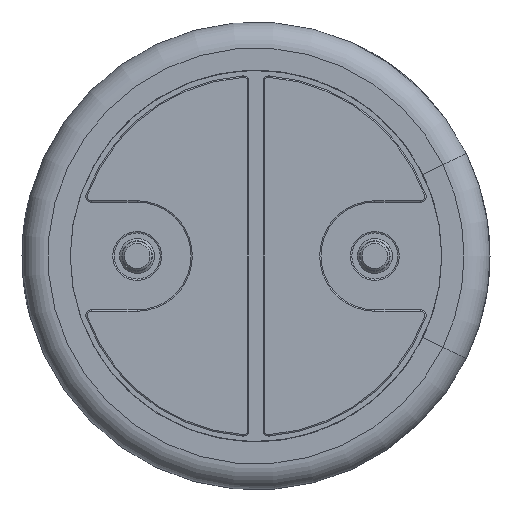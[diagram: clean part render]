
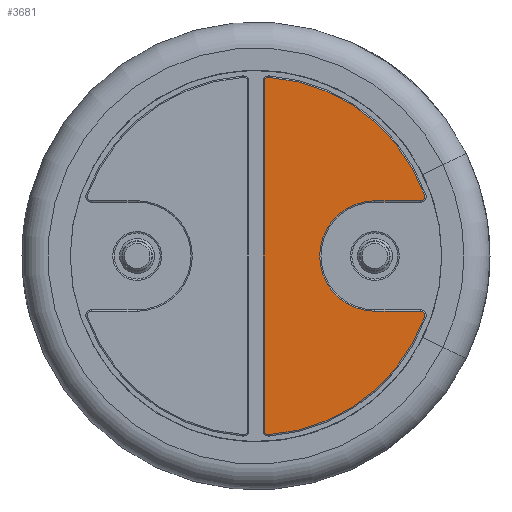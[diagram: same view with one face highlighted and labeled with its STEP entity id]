
A CAD part, front view. The second image highlights one B-rep face of the part: STEP entity #3681.
In plain terms, the highlighted planar face has unit normal (0, -1, 0).
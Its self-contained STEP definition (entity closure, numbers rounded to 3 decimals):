
#20=PLANE('',#3979);
#197=CIRCLE('',#3944,0.057);
#200=CIRCLE('',#3949,0.057);
#203=CIRCLE('',#3953,2.412);
#206=CIRCLE('',#3957,0.057);
#210=CIRCLE('',#3963,0.743);
#214=CIRCLE('',#3969,0.057);
#216=CIRCLE('',#3972,2.412);
#401=FACE_OUTER_BOUND('',#576,.T.);
#576=EDGE_LOOP('',(#2972,#2973,#2974,#2975,#2976,#2977,#2978,#2979,#2980,
#2981));
#743=LINE('',#7122,#900);
#745=LINE('',#7146,#902);
#747=LINE('',#7158,#904);
#900=VECTOR('',#4552,10.);
#902=VECTOR('',#4582,10.);
#904=VECTOR('',#4596,10.);
#1534=VERTEX_POINT('',#7110);
#1537=VERTEX_POINT('',#7115);
#1539=VERTEX_POINT('',#7120);
#1541=VERTEX_POINT('',#7126);
#1543=VERTEX_POINT('',#7132);
#1545=VERTEX_POINT('',#7138);
#1547=VERTEX_POINT('',#7144);
#1549=VERTEX_POINT('',#7150);
#1551=VERTEX_POINT('',#7156);
#1553=VERTEX_POINT('',#7162);
#2022=EDGE_CURVE('',#1537,#1534,#197,.T.);
#2024=EDGE_CURVE('',#1539,#1537,#743,.T.);
#2027=EDGE_CURVE('',#1541,#1539,#200,.T.);
#2030=EDGE_CURVE('',#1543,#1541,#203,.T.);
#2033=EDGE_CURVE('',#1545,#1543,#206,.T.);
#2036=EDGE_CURVE('',#1547,#1545,#745,.T.);
#2039=EDGE_CURVE('',#1549,#1547,#210,.T.);
#2042=EDGE_CURVE('',#1551,#1549,#747,.T.);
#2045=EDGE_CURVE('',#1553,#1551,#214,.T.);
#2047=EDGE_CURVE('',#1534,#1553,#216,.T.);
#2972=ORIENTED_EDGE('',*,*,#2022,.F.);
#2973=ORIENTED_EDGE('',*,*,#2024,.F.);
#2974=ORIENTED_EDGE('',*,*,#2027,.F.);
#2975=ORIENTED_EDGE('',*,*,#2030,.F.);
#2976=ORIENTED_EDGE('',*,*,#2033,.F.);
#2977=ORIENTED_EDGE('',*,*,#2036,.F.);
#2978=ORIENTED_EDGE('',*,*,#2039,.F.);
#2979=ORIENTED_EDGE('',*,*,#2042,.F.);
#2980=ORIENTED_EDGE('',*,*,#2045,.F.);
#2981=ORIENTED_EDGE('',*,*,#2047,.F.);
#3681=ADVANCED_FACE('',(#401),#20,.F.);
#3944=AXIS2_PLACEMENT_3D('',#7117,#4546,#4547);
#3949=AXIS2_PLACEMENT_3D('',#7128,#4558,#4559);
#3953=AXIS2_PLACEMENT_3D('',#7134,#4566,#4567);
#3957=AXIS2_PLACEMENT_3D('',#7140,#4574,#4575);
#3963=AXIS2_PLACEMENT_3D('',#7152,#4588,#4589);
#3969=AXIS2_PLACEMENT_3D('',#7164,#4602,#4603);
#3972=AXIS2_PLACEMENT_3D('',#7167,#4608,#4609);
#3979=AXIS2_PLACEMENT_3D('',#7180,#4628,#4629);
#4546=DIRECTION('center_axis',(0.,1.,0.));
#4547=DIRECTION('ref_axis',(-0.681,0.,0.732));
#4552=DIRECTION('',(0.,0.,1.));
#4558=DIRECTION('center_axis',(0.,1.,0.));
#4559=DIRECTION('ref_axis',(-0.681,0.,-0.732));
#4566=DIRECTION('center_axis',(0.,1.,0.));
#4567=DIRECTION('ref_axis',(0.604,0.,-0.797));
#4574=DIRECTION('center_axis',(0.,1.,0.));
#4575=DIRECTION('ref_axis',(0.818,0.,0.575));
#4582=DIRECTION('',(1.,0.,0.));
#4588=DIRECTION('center_axis',(0.,-1.,0.));
#4589=DIRECTION('ref_axis',(-1.,0.,0.));
#4596=DIRECTION('',(-1.,0.,0.));
#4602=DIRECTION('center_axis',(0.,1.,0.));
#4603=DIRECTION('ref_axis',(0.818,0.,-0.575));
#4608=DIRECTION('center_axis',(0.,1.,0.));
#4609=DIRECTION('ref_axis',(0.604,0.,0.797));
#4628=DIRECTION('center_axis',(0.,1.,0.));
#4629=DIRECTION('ref_axis',(0.,0.,1.));
#7110=CARTESIAN_POINT('',(0.174,-0.05,2.406));
#7115=CARTESIAN_POINT('',(0.113,-0.05,2.349));
#7117=CARTESIAN_POINT('Origin',(0.17,-0.05,2.349));
#7120=CARTESIAN_POINT('',(0.113,-0.05,-2.349));
#7122=CARTESIAN_POINT('',(0.113,-0.05,1.174));
#7126=CARTESIAN_POINT('',(0.174,-0.05,-2.406));
#7128=CARTESIAN_POINT('Origin',(0.17,-0.05,-2.349));
#7132=CARTESIAN_POINT('',(2.269,-0.05,-0.819));
#7134=CARTESIAN_POINT('Origin',(0.,-0.05,0.));
#7138=CARTESIAN_POINT('',(2.215,-0.05,-0.743));
#7140=CARTESIAN_POINT('Origin',(2.215,-0.05,-0.8));
#7144=CARTESIAN_POINT('',(1.6,-0.05,-0.743));
#7146=CARTESIAN_POINT('',(1.704,-0.05,-0.743));
#7150=CARTESIAN_POINT('',(1.6,-0.05,0.743));
#7152=CARTESIAN_POINT('Origin',(1.6,-0.05,0.));
#7156=CARTESIAN_POINT('',(2.215,-0.05,0.743));
#7158=CARTESIAN_POINT('',(1.396,-0.05,0.743));
#7162=CARTESIAN_POINT('',(2.269,-0.05,0.819));
#7164=CARTESIAN_POINT('Origin',(2.215,-0.05,0.8));
#7167=CARTESIAN_POINT('Origin',(0.,-0.05,0.));
#7180=CARTESIAN_POINT('Origin',(1.192,-0.05,0.));
